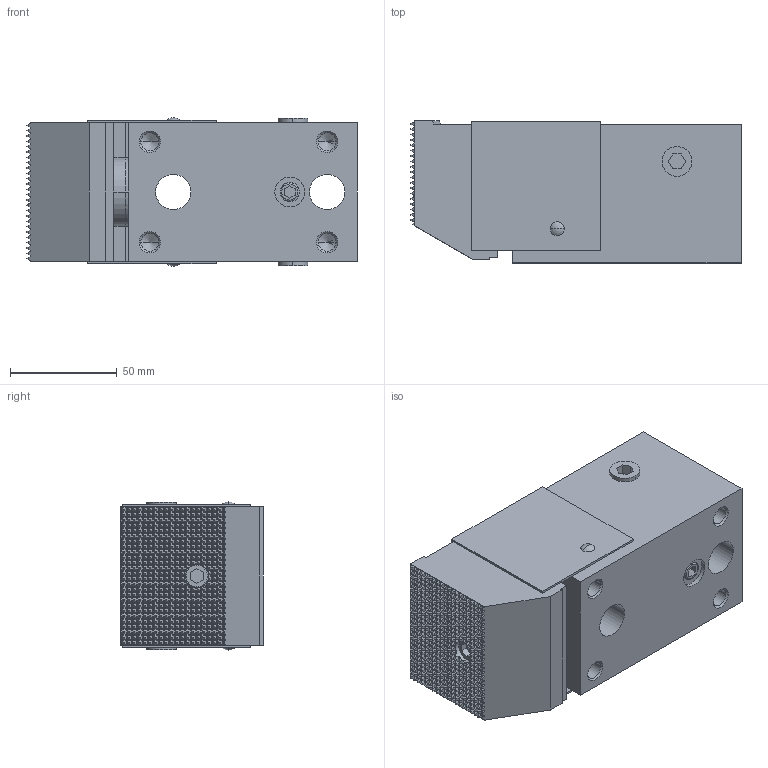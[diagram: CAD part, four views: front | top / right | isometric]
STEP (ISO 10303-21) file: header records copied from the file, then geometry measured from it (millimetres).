
FILE_DESCRIPTION((''),'2;1');
FILE_NAME('ILCM41531132','2020-09-15T',('Mjust'),(''),'PRO/ENGINEER BY PARAMETRIC TECHNOLOGY CORPORATION, 2017170','PRO/ENGINEER BY PARAMETRIC TECHNOLOGY CORPORATION, 2017170','');
FILE_SCHEMA(('AUTOMOTIVE_DESIGN { 1 0 10303 214 1 1 1 1 }'));
Products named in the file (1): ILCM41531132
Bounding box: 154.5 x 66.5 x 69.4 mm (x, y, z)
Volume: 152874 mm3; surface area: 87252.8 mm2
Topology: 1 solids, 4 shells, 2642 faces, 6468 edges, 4303 vertices
Faces by surface type: plane 2587, cylinder 33, cone 16, sphere 4, torus 2
Entity records: 95699 total; most frequent: CARTESIAN_POINT 13697, ORIENTED_EDGE 12896, DIRECTION 11797, PRESENTATION_STYLE_ASSIGNMENT 6460, STYLED_ITEM 6460, CURVE_STYLE 6456, EDGE_CURVE 6456, VECTOR 6313
